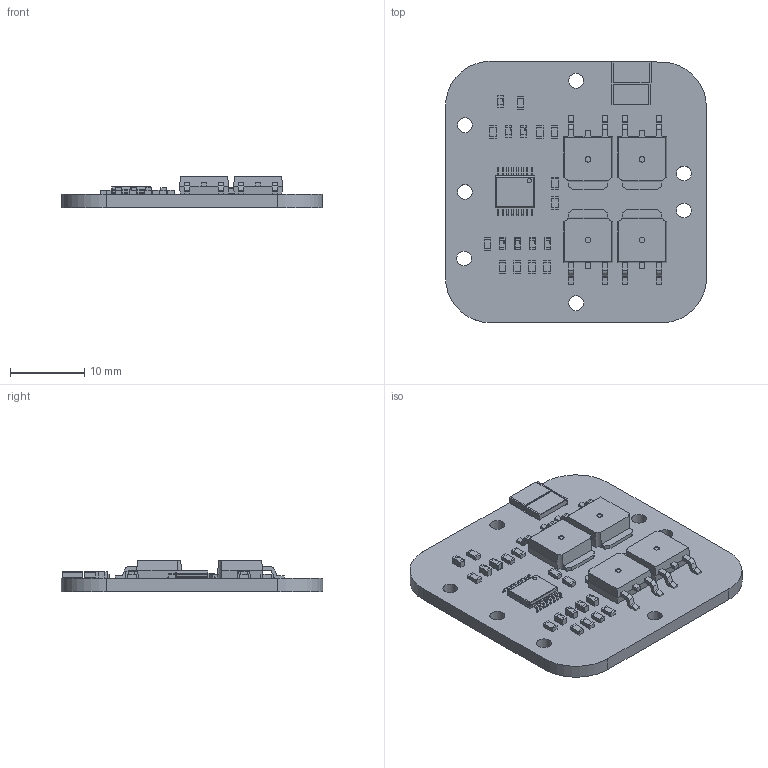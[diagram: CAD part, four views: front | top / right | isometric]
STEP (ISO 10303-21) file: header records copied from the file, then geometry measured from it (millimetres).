
FILE_DESCRIPTION(('Open CASCADE Model'),'2;1');
FILE_NAME('Open CASCADE Shape Model','2023-06-26T10:42:58',('Author'),( 'Open CASCADE'),'Open CASCADE STEP processor 7.5','Open CASCADE 7.5' ,'Unknown');
FILE_SCHEMA(('AUTOMOTIVE_DESIGN { 1 0 10303 214 1 1 1 1 }'));
Length unit declared in the file: millimetre
Products named in the file (47): PCB; Board; Open CASCADE STEP translator 7.5 2.1.1; Open CASCADE STEP translator 7.5 2.2; AOD403; Open CASCADE STEP translator 7.5 2.3; Open CASCADE STEP translator 7.5 2.4; Open CASCADE STEP translator 7.5 2.5; R12; 6210159232; Mid_Body; Terminal; Open CASCADE STEP translator 6.8 4.2.1; Mark; R13; C7; Cap_AVX_0603YA0R5BAT2A_eec; Body; Terminals; AVX; C1; C2; R11; 6210176672; Extruded; 6210177312; R10; R4; R3; R2; R1; C3; C4; C5; C6; R9; R5; R6; R7; R8 ...
Assembly tree (103 placements, depth 5):
  PCB
    Board
      Open CASCADE STEP translator 7.5 2.1.1
    Open CASCADE STEP translator 7.5 2.2
      AOD403
    Open CASCADE STEP translator 7.5 2.3
      AOD403
    Open CASCADE STEP translator 7.5 2.4
      AOD403
    Open CASCADE STEP translator 7.5 2.5
      AOD403
    R12
      6210159232
        Mid_Body
        Terminal  x2
          Open CASCADE STEP translator 6.8 4.2.1
        Mark
    R13
      6210159232
        Mid_Body
        Terminal  x2
          Open CASCADE STEP translator 6.8 4.2.1
        Mark
    C7
      Cap_AVX_0603YA0R5BAT2A_eec
        Body
        Terminals
        AVX
    C1
      Cap_AVX_0603YA0R5BAT2A_eec
        Body
        Terminals
        AVX
    C2
      Cap_AVX_0603YA0R5BAT2A_eec
        Body
        Terminals
        AVX
    R11
      6210176672  x2
        Extruded
      6210177312
        Extruded
    R10
      6210176672  x2
        Extruded
      6210177312
        Extruded
    R4
      6210177312
        Extruded
      6210176672  x2
        Extruded
    R3
      6210176672  x2
        Extruded
      6210177312
        Extruded
    R2
      6210176672  x2
Bounding box: 35.19 x 35.25 x 4.21 mm (x, y, z)
Volume: 2589.5 mm3; surface area: 3984.5 mm2
Topology: 163 solids, 164 shells, 1813 faces, 3940 edges, 2453 vertices
Faces by surface type: plane 1428, cylinder 311, sphere 66, bspline 8
Full cylindrical faces by diameter (mm): 0.55 x1, 2 x7
Entity records: 11943 total; most frequent: CARTESIAN_POINT 2514, DIRECTION 1722, ORIENTED_EDGE 1505, EDGE_CURVE 753, LINE 580, VECTOR 580, AXIS2_PLACEMENT_3D 571, VERTEX_POINT 467
